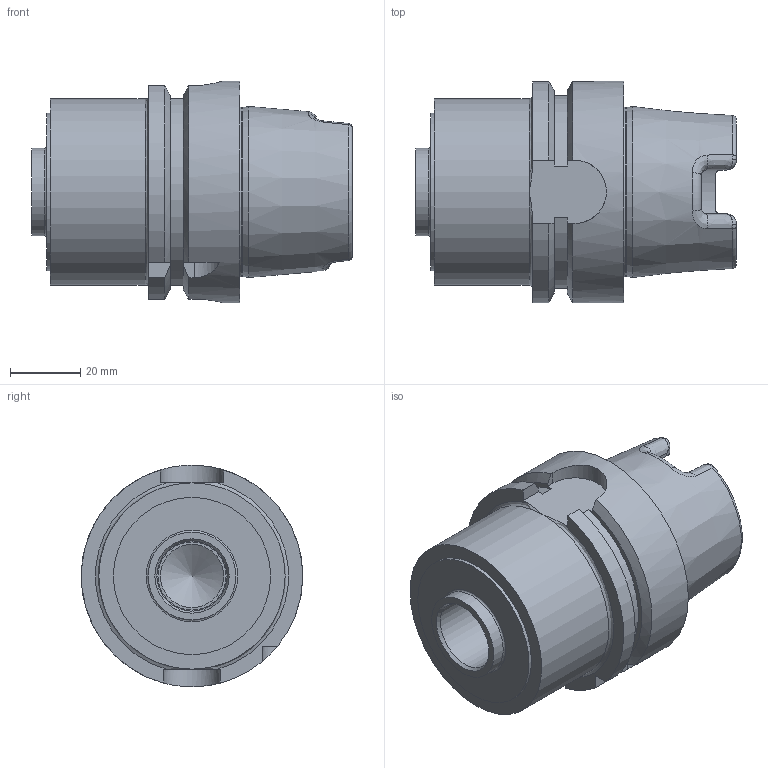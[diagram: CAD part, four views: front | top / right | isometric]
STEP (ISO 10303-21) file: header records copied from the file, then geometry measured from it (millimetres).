
FILE_DESCRIPTION(/* description */ (''),/* implementation_level */ '2;1');
FILE_NAME(/* name */ '10001173283nxv000_00_214.stp',/* time_stamp */ '2023-03-31T07:32:44+02:00',/* author */ (''),/* organization */ (''),/* preprocessor_version */ 'ST-DEVELOPER v18.1',/* originating_system */ 'SIEMENS PLM Software NX 2000',/* authorisation */ '');
FILE_SCHEMA (('AUTOMOTIVE_DESIGN { 1 0 10303 214 3 1 1 1 }'));
Length unit declared in the file: millimetre
Products named in the file (1): 10001173283nxv000_00
Bounding box: 91.3 x 63 x 63 mm (x, y, z)
Volume: 137391.2 mm3; surface area: 29285.2 mm2
Topology: 1 solids, 1 shells, 110 faces, 276 edges, 169 vertices
Faces by surface type: plane 35, cylinder 28, cone 16, bspline 16, torus 15
Full cylindrical faces by diameter (mm): 16.5 x1, 18.5 x1, 20 x1, 20.6 x1, 25 x1, 34 x1, 34.5 x1, 40 x1, 44.75 x1, 48.065 x1, 53 x1, 63 x1
Entity records: 3724 total; most frequent: CARTESIAN_POINT 1396, ORIENTED_EDGE 466, DIRECTION 449, EDGE_CURVE 233, AXIS2_PLACEMENT_3D 184, VERTEX_POINT 160, EDGE_LOOP 144, ADVANCED_FACE 110
